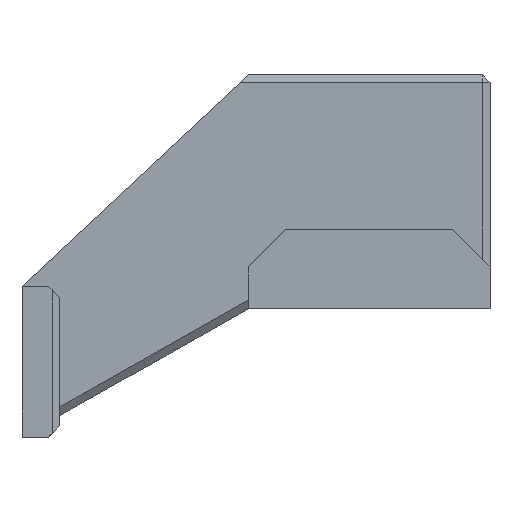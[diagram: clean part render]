
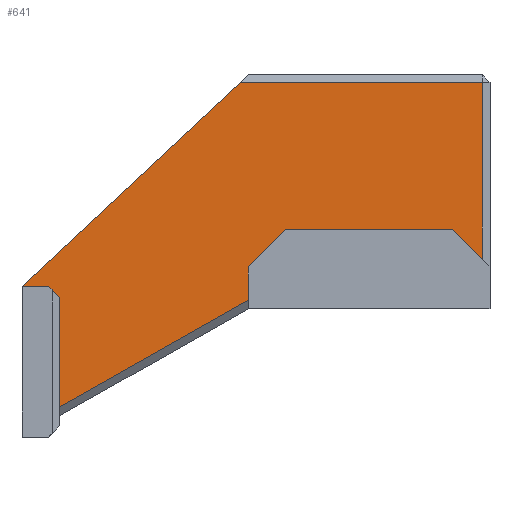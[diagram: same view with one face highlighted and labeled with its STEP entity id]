
A CAD part, front view. The second image highlights one B-rep face of the part: STEP entity #641.
In plain terms, the highlighted planar face has unit normal (0, -1, 0).
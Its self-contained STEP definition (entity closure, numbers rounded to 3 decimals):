
#27=FACE_OUTER_BOUND('',#63,.T.);
#63=EDGE_LOOP('',(#435,#436,#437,#438,#439,#440,#441,#442,#443,#444));
#107=LINE('',#918,#194);
#110=LINE('',#923,#197);
#111=LINE('',#925,#198);
#112=LINE('',#927,#199);
#113=LINE('',#929,#200);
#114=LINE('',#931,#201);
#115=LINE('',#933,#202);
#116=LINE('',#935,#203);
#117=LINE('',#937,#204);
#118=LINE('',#938,#205);
#194=VECTOR('',#744,10.);
#197=VECTOR('',#749,10.);
#198=VECTOR('',#750,10.);
#199=VECTOR('',#751,10.);
#200=VECTOR('',#752,10.);
#201=VECTOR('',#753,10.);
#202=VECTOR('',#754,10.);
#203=VECTOR('',#755,10.);
#204=VECTOR('',#756,10.);
#205=VECTOR('',#757,10.);
#279=VERTEX_POINT('',#914);
#281=VERTEX_POINT('',#917);
#282=VERTEX_POINT('',#922);
#283=VERTEX_POINT('',#924);
#284=VERTEX_POINT('',#926);
#285=VERTEX_POINT('',#928);
#286=VERTEX_POINT('',#930);
#287=VERTEX_POINT('',#932);
#288=VERTEX_POINT('',#934);
#289=VERTEX_POINT('',#936);
#339=EDGE_CURVE('',#279,#281,#107,.T.);
#342=EDGE_CURVE('',#282,#279,#110,.F.);
#343=EDGE_CURVE('',#282,#283,#111,.T.);
#344=EDGE_CURVE('',#284,#283,#112,.F.);
#345=EDGE_CURVE('',#285,#284,#113,.T.);
#346=EDGE_CURVE('',#286,#285,#114,.T.);
#347=EDGE_CURVE('',#286,#287,#115,.T.);
#348=EDGE_CURVE('',#288,#287,#116,.T.);
#349=EDGE_CURVE('',#289,#288,#117,.F.);
#350=EDGE_CURVE('',#281,#289,#118,.T.);
#435=ORIENTED_EDGE('',*,*,#339,.F.);
#436=ORIENTED_EDGE('',*,*,#342,.F.);
#437=ORIENTED_EDGE('',*,*,#343,.T.);
#438=ORIENTED_EDGE('',*,*,#344,.F.);
#439=ORIENTED_EDGE('',*,*,#345,.F.);
#440=ORIENTED_EDGE('',*,*,#346,.F.);
#441=ORIENTED_EDGE('',*,*,#347,.T.);
#442=ORIENTED_EDGE('',*,*,#348,.F.);
#443=ORIENTED_EDGE('',*,*,#349,.F.);
#444=ORIENTED_EDGE('',*,*,#350,.F.);
#607=PLANE('',#691);
#641=ADVANCED_FACE('',(#27),#607,.T.);
#691=AXIS2_PLACEMENT_3D('',#921,#747,#748);
#744=DIRECTION('',(-0.87,0.,-0.493));
#747=DIRECTION('center_axis',(0.,-1.,0.));
#748=DIRECTION('ref_axis',(0.,0.,-1.));
#749=DIRECTION('',(0.707,0.,0.707));
#750=DIRECTION('',(1.,0.,0.));
#751=DIRECTION('',(0.707,0.,-0.707));
#752=DIRECTION('',(0.,0.,-1.));
#753=DIRECTION('',(1.,0.,0.));
#754=DIRECTION('',(-0.731,0.,-0.682));
#755=DIRECTION('',(-1.,0.,0.));
#756=DIRECTION('',(0.707,0.,-0.707));
#757=DIRECTION('',(0.,0.,1.));
#914=CARTESIAN_POINT('',(31.125,35.575,18.787));
#917=CARTESIAN_POINT('',(5.,35.575,3.983));
#918=CARTESIAN_POINT('',(36.155,35.575,21.637));
#921=CARTESIAN_POINT('Origin',(30.,35.575,48.));
#922=CARTESIAN_POINT('',(34.938,35.575,22.6));
#923=CARTESIAN_POINT('',(38.819,35.575,26.481));
#924=CARTESIAN_POINT('',(57.062,35.575,22.6));
#925=CARTESIAN_POINT('',(30.,35.575,22.6));
#926=CARTESIAN_POINT('',(61.,35.575,18.662));
#927=CARTESIAN_POINT('',(45.181,35.575,34.481));
#928=CARTESIAN_POINT('',(61.,35.575,47.));
#929=CARTESIAN_POINT('',(61.,35.575,40.25));
#930=CARTESIAN_POINT('',(28.929,35.575,47.));
#931=CARTESIAN_POINT('',(30.,35.575,47.));
#932=CARTESIAN_POINT('',(0.,35.575,20.));
#933=CARTESIAN_POINT('',(30.,35.575,48.));
#934=CARTESIAN_POINT('',(3.5,35.575,20.));
#935=CARTESIAN_POINT('',(15.,35.575,20.));
#936=CARTESIAN_POINT('',(5.,35.575,18.5));
#937=CARTESIAN_POINT('',(3.5,35.575,20.));
#938=CARTESIAN_POINT('',(5.,35.575,29.));
